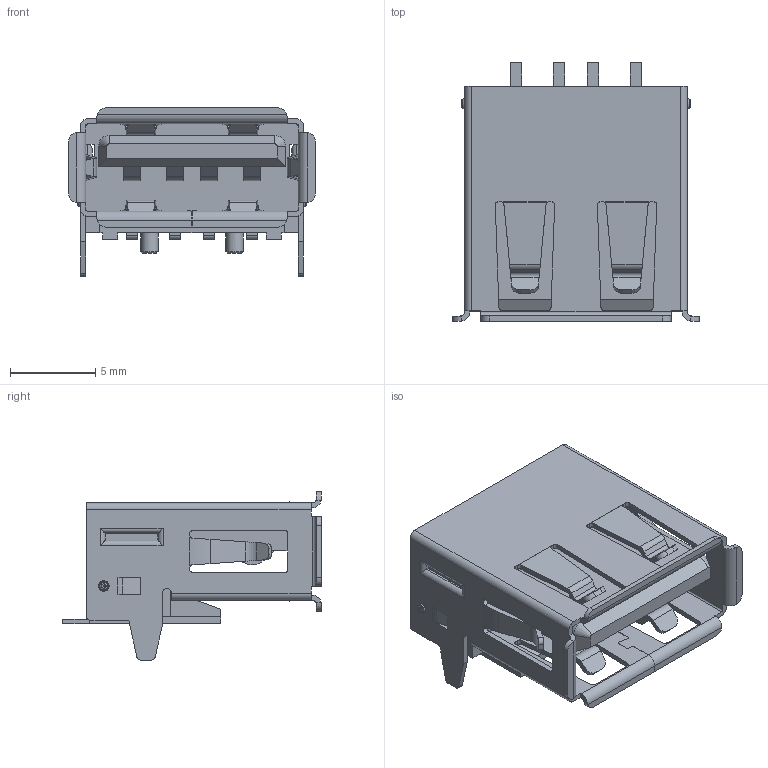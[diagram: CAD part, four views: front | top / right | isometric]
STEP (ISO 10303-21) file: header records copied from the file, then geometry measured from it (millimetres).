
FILE_DESCRIPTION(/* description */ ('Unknown'),/* implementation_level */ '2;1');
FILE_NAME(/* name */ '629104151021',/* time_stamp */ '2025-05-20T08:50:13+02:00',/* author */ ('Unknown'),/* organization */ ('Unknown'),/* preprocessor_version */ 'ST-DEVELOPER v19.4',/* originating_system */ 'Solid Edge',/* authorisation */ 'Unknown');
FILE_SCHEMA (('AUTOMOTIVE_DESIGN {1 0 10303 214 3 1 1}'));
Length unit declared in the file: millimetre
Products named in the file (4): 629104151021; 629104151021_Housing; 629104151021_Pin; 629104151021_Shielding
Assembly tree (6 placements, depth 2):
  629104151021
    629104151021_Housing
    629104151021_Pin  x4
    629104151021_Shielding
Bounding box: 14.5 x 15.2 x 9.88 mm (x, y, z)
Volume: 590.4 mm3; surface area: 1959.9 mm2
Topology: 6 solids, 6 shells, 696 faces, 1973 edges, 1290 vertices
Faces by surface type: plane 478, cylinder 208, cone 10
Full cylindrical faces by diameter (mm): 0.02 x2, 0.62 x2, 1.05 x2
Entity records: 18543 total; most frequent: CARTESIAN_POINT 3322, ORIENTED_EDGE 3162, DIRECTION 3003, EDGE_CURVE 1581, LINE 1201, VECTOR 1201, VERTEX_POINT 1044, AXIS2_PLACEMENT_3D 901
